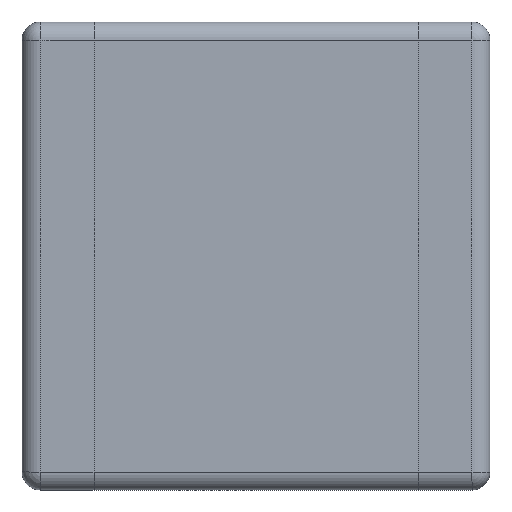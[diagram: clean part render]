
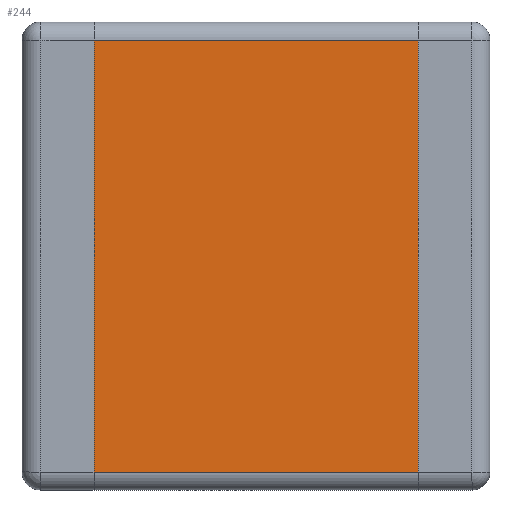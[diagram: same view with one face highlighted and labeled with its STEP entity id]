
A CAD part, front view. The second image highlights one B-rep face of the part: STEP entity #244.
In plain terms, the highlighted planar face has unit normal (0, -1, 0).
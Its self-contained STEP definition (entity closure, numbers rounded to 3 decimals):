
#36 = EDGE_CURVE ( 'NONE', #163, #37, #386, .T. ) ;
#37 = VERTEX_POINT ( 'NONE', #382 ) ;
#46 = EDGE_CURVE ( 'NONE', #95, #100, #407, .T. ) ;
#95 = VERTEX_POINT ( 'NONE', #646 ) ;
#100 = VERTEX_POINT ( 'NONE', #679 ) ;
#163 = VERTEX_POINT ( 'NONE', #906 ) ;
#169 = ORIENTED_EDGE ( 'NONE', *, *, #170, .T. ) ;
#170 = EDGE_CURVE ( 'NONE', #95, #37, #900, .T. ) ;
#171 = ORIENTED_EDGE ( 'NONE', *, *, #36, .F. ) ;
#172 = ORIENTED_EDGE ( 'NONE', *, *, #227, .T. ) ;
#227 = EDGE_CURVE ( 'NONE', #163, #100, #1097, .T. ) ;
#244 = ADVANCED_FACE ( 'NONE', ( #1145 ), #1184, .T. ) ;
#245 = EDGE_LOOP ( 'NONE', ( #246, #169, #171, #172 ) ) ;
#246 = ORIENTED_EDGE ( 'NONE', *, *, #46, .F. ) ;
#382 = CARTESIAN_POINT ( 'NONE',  ( 0.45, 0., -0.6 ) ) ;
#383 = DIRECTION ( 'NONE',  ( 0., 0., -1. ) ) ;
#384 = VECTOR ( 'NONE', #383, 1000. ) ;
#385 = CARTESIAN_POINT ( 'NONE',  ( 0.45, 0., -0.65 ) ) ;
#386 = LINE ( 'NONE', #385, #384 ) ;
#407 = LINE ( 'NONE', #471, #470 ) ;
#469 = DIRECTION ( 'NONE',  ( 0., 0., 1. ) ) ;
#470 = VECTOR ( 'NONE', #469, 1000. ) ;
#471 = CARTESIAN_POINT ( 'NONE',  ( -0.45, 0., -0.65 ) ) ;
#646 = CARTESIAN_POINT ( 'NONE',  ( -0.45, 0., -0.6 ) ) ;
#679 = CARTESIAN_POINT ( 'NONE',  ( -0.45, 0., 0.6 ) ) ;
#892 = DIRECTION ( 'NONE',  ( 1., 0., 0. ) ) ;
#893 = VECTOR ( 'NONE', #892, 1000. ) ;
#894 = CARTESIAN_POINT ( 'NONE',  ( 0.65, 0., -0.6 ) ) ;
#900 = LINE ( 'NONE', #894, #893 ) ;
#906 = CARTESIAN_POINT ( 'NONE',  ( 0.45, 0., 0.6 ) ) ;
#1094 = DIRECTION ( 'NONE',  ( -1., 0., 0. ) ) ;
#1095 = VECTOR ( 'NONE', #1094, 1000. ) ;
#1096 = CARTESIAN_POINT ( 'NONE',  ( -0.65, 0., 0.6 ) ) ;
#1097 = LINE ( 'NONE', #1096, #1095 ) ;
#1145 = FACE_OUTER_BOUND ( 'NONE', #245, .T. ) ;
#1178 = DIRECTION ( 'NONE',  ( 0., 0., -1. ) ) ;
#1179 = DIRECTION ( 'NONE',  ( 0., -1., 0. ) ) ;
#1180 = CARTESIAN_POINT ( 'NONE',  ( 0.65, 0., -0.65 ) ) ;
#1181 = AXIS2_PLACEMENT_3D ( 'NONE', #1180, #1179, #1178 ) ;
#1184 = PLANE ( 'NONE',  #1181 ) ;
